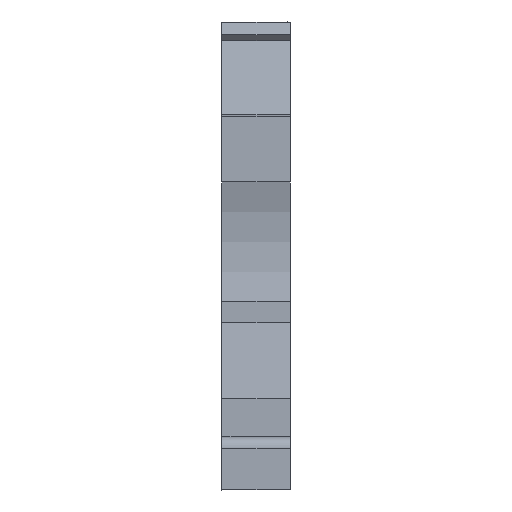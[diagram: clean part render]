
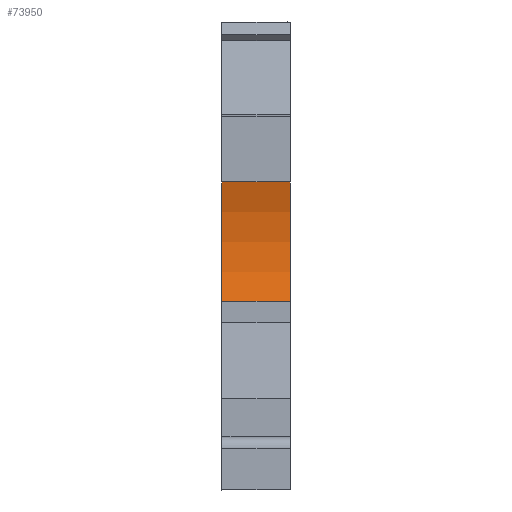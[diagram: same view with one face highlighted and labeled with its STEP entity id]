
A CAD part, front view. The second image highlights one B-rep face of the part: STEP entity #73950.
In plain terms, the highlighted cylindrical face has radius 15 mm (diameter 30 mm), a partial arc.
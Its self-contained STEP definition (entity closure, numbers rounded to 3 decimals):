
#680=CARTESIAN_POINT('',(-22.368,-21.2,
48.52));
#690=VERTEX_POINT('',#680);
#720=CARTESIAN_POINT('',(-36.677,-25.7,
48.52));
#730=DIRECTION('',(0.,0.,1.));
#740=DIRECTION('',(1.,0.,0.));
#750=AXIS2_PLACEMENT_3D('',#720,#730,#740);
#760=CIRCLE('',#750,15.);
#770=CARTESIAN_POINT('',(-22.368,-30.2,
48.52));
#780=VERTEX_POINT('',#770);
#790=EDGE_CURVE('',#780,#690,#760,.T.);
#10620=CARTESIAN_POINT('',(-22.368,-30.2,
53.67));
#10630=VERTEX_POINT('',#10620);
#10660=CARTESIAN_POINT('',(-36.677,-25.7,
53.67));
#10670=DIRECTION('',(0.,0.,1.));
#10680=DIRECTION('',(1.,0.,0.));
#10690=AXIS2_PLACEMENT_3D('',#10660,#10670,#10680);
#10700=CIRCLE('',#10690,15.);
#10710=CARTESIAN_POINT('',(-22.368,-21.2,
53.67));
#10720=VERTEX_POINT('',#10710);
#10730=EDGE_CURVE('',#10630,#10720,#10700,.T.);
#12590=CARTESIAN_POINT('',(-22.368,-30.2,
53.67));
#12600=DIRECTION('',(0.,0.,1.));
#12610=VECTOR('',#12600,1.);
#12620=LINE('',#12590,#12610);
#12630=EDGE_CURVE('',#780,#10630,#12620,.T.);
#73790=CARTESIAN_POINT('',(-36.677,-25.7,
53.67));
#73800=DIRECTION('',(0.,0.,1.));
#73810=DIRECTION('',(1.,0.,0.));
#73820=AXIS2_PLACEMENT_3D('',#73790,#73800,#73810);
#73830=CYLINDRICAL_SURFACE('',#73820,15.);
#73840=CARTESIAN_POINT('',(-22.368,-21.2,
53.67));
#73850=DIRECTION('',(0.,0.,1.));
#73860=VECTOR('',#73850,1.);
#73870=LINE('',#73840,#73860);
#73880=EDGE_CURVE('',#690,#10720,#73870,.T.);
#73890=ORIENTED_EDGE('',*,*,#73880,.F.);
#73900=ORIENTED_EDGE('',*,*,#10730,.T.);
#73910=ORIENTED_EDGE('',*,*,#12630,.T.);
#73920=ORIENTED_EDGE('',*,*,#790,.F.);
#73930=EDGE_LOOP('',(#73920,#73910,#73900,#73890));
#73940=FACE_OUTER_BOUND('',#73930,.T.);
#73950=ADVANCED_FACE('',(#73940),#73830,.F.);
